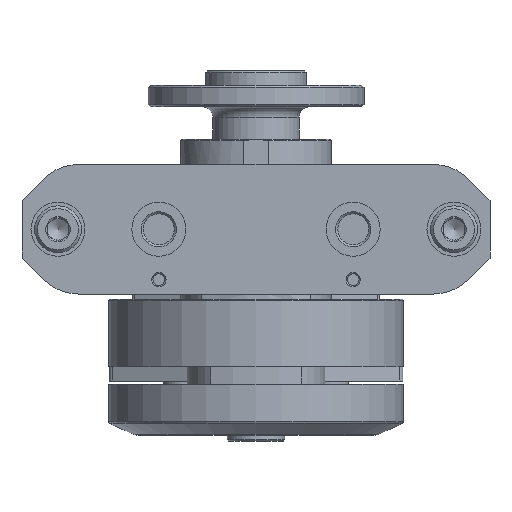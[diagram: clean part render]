
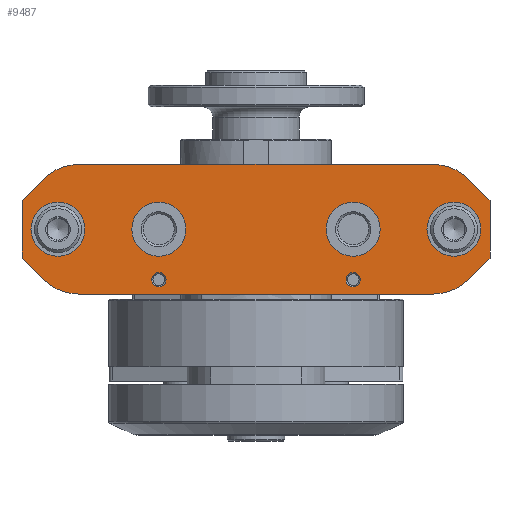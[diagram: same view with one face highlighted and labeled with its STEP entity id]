
A CAD part, front view. The second image highlights one B-rep face of the part: STEP entity #9487.
In plain terms, the highlighted planar face has unit normal (0, -1, 0).
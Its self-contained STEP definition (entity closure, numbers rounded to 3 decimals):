
#513=LINE('',#13862,#1098);
#598=LINE('',#14254,#1183);
#600=LINE('',#14258,#1185);
#604=LINE('',#14269,#1189);
#607=LINE('',#14281,#1192);
#609=LINE('',#14285,#1194);
#611=LINE('',#14289,#1196);
#614=LINE('',#14299,#1199);
#1098=VECTOR('',#11172,1000.);
#1183=VECTOR('',#11501,1000.);
#1185=VECTOR('',#11505,1000.);
#1189=VECTOR('',#11517,1000.);
#1192=VECTOR('',#11530,1000.);
#1194=VECTOR('',#11534,1000.);
#1196=VECTOR('',#11538,1000.);
#1199=VECTOR('',#11551,1000.);
#2116=ORIENTED_EDGE('',*,*,#4140,.F.);
#2117=ORIENTED_EDGE('',*,*,#4141,.F.);
#2118=ORIENTED_EDGE('',*,*,#4142,.F.);
#2119=ORIENTED_EDGE('',*,*,#4143,.F.);
#2120=ORIENTED_EDGE('',*,*,#4144,.F.);
#2121=ORIENTED_EDGE('',*,*,#4145,.F.);
#2122=ORIENTED_EDGE('',*,*,#4116,.F.);
#2123=ORIENTED_EDGE('',*,*,#4139,.F.);
#2124=ORIENTED_EDGE('',*,*,#4137,.F.);
#2125=ORIENTED_EDGE('',*,*,#3958,.F.);
#2126=ORIENTED_EDGE('',*,*,#4136,.F.);
#2127=ORIENTED_EDGE('',*,*,#4134,.F.);
#2128=ORIENTED_EDGE('',*,*,#4132,.F.);
#2129=ORIENTED_EDGE('',*,*,#4130,.F.);
#2130=ORIENTED_EDGE('',*,*,#4128,.F.);
#2131=ORIENTED_EDGE('',*,*,#4124,.F.);
#2132=ORIENTED_EDGE('',*,*,#4120,.F.);
#2133=ORIENTED_EDGE('',*,*,#4118,.F.);
#3958=EDGE_CURVE('',#5050,#5051,#513,.T.);
#4116=EDGE_CURVE('',#5137,#5138,#598,.T.);
#4118=EDGE_CURVE('',#5138,#5139,#600,.T.);
#4120=EDGE_CURVE('',#5139,#5140,#5764,.T.);
#4124=EDGE_CURVE('',#5140,#5142,#604,.T.);
#4128=EDGE_CURVE('',#5142,#5145,#5768,.T.);
#4130=EDGE_CURVE('',#5145,#5146,#607,.T.);
#4132=EDGE_CURVE('',#5146,#5147,#609,.T.);
#4134=EDGE_CURVE('',#5147,#5148,#611,.T.);
#4136=EDGE_CURVE('',#5148,#5050,#5769,.T.);
#4137=EDGE_CURVE('',#5051,#5149,#5770,.T.);
#4139=EDGE_CURVE('',#5149,#5137,#614,.T.);
#4140=EDGE_CURVE('',#5150,#5150,#5771,.T.);
#4141=EDGE_CURVE('',#5151,#5151,#5772,.T.);
#4142=EDGE_CURVE('',#5152,#5152,#5773,.T.);
#4143=EDGE_CURVE('',#5153,#5153,#5774,.T.);
#4144=EDGE_CURVE('',#5154,#5154,#5775,.T.);
#4145=EDGE_CURVE('',#5155,#5155,#5776,.T.);
#5050=VERTEX_POINT('',#13861);
#5051=VERTEX_POINT('',#13863);
#5137=VERTEX_POINT('',#14253);
#5138=VERTEX_POINT('',#14255);
#5139=VERTEX_POINT('',#14259);
#5140=VERTEX_POINT('',#14263);
#5142=VERTEX_POINT('',#14270);
#5145=VERTEX_POINT('',#14278);
#5146=VERTEX_POINT('',#14282);
#5147=VERTEX_POINT('',#14286);
#5148=VERTEX_POINT('',#14290);
#5149=VERTEX_POINT('',#14296);
#5150=VERTEX_POINT('',#14302);
#5151=VERTEX_POINT('',#14304);
#5152=VERTEX_POINT('',#14306);
#5153=VERTEX_POINT('',#14308);
#5154=VERTEX_POINT('',#14310);
#5155=VERTEX_POINT('',#14312);
#5764=CIRCLE('',#10097,14.);
#5768=CIRCLE('',#10103,14.);
#5769=CIRCLE('',#10108,14.);
#5770=CIRCLE('',#10110,14.);
#5771=CIRCLE('',#10113,7.5);
#5772=CIRCLE('',#10114,7.5);
#5773=CIRCLE('',#10115,2.);
#5774=CIRCLE('',#10116,2.);
#5775=CIRCLE('',#10117,7.5);
#5776=CIRCLE('',#10118,7.5);
#6262=EDGE_LOOP('',(#2116));
#6263=EDGE_LOOP('',(#2117));
#6264=EDGE_LOOP('',(#2118));
#6265=EDGE_LOOP('',(#2119));
#6266=EDGE_LOOP('',(#2120));
#6267=EDGE_LOOP('',(#2121));
#6268=EDGE_LOOP('',(#2122,#2123,#2124,#2125,#2126,#2127,#2128,#2129,#2130,
#2131,#2132,#2133));
#6976=FACE_BOUND('',#6262,.T.);
#6977=FACE_BOUND('',#6263,.T.);
#6978=FACE_BOUND('',#6264,.T.);
#6979=FACE_BOUND('',#6265,.T.);
#6980=FACE_BOUND('',#6266,.T.);
#6981=FACE_BOUND('',#6267,.T.);
#6982=FACE_BOUND('',#6268,.T.);
#7638=PLANE('',#10112);
#9487=ADVANCED_FACE('',(#6976,#6977,#6978,#6979,#6980,#6981,#6982),#7638,
 .F.);
#10097=AXIS2_PLACEMENT_3D('',#14262,#11509,#11510);
#10103=AXIS2_PLACEMENT_3D('',#14277,#11525,#11526);
#10108=AXIS2_PLACEMENT_3D('',#14293,#11542,#11543);
#10110=AXIS2_PLACEMENT_3D('',#14295,#11546,#11547);
#10112=AXIS2_PLACEMENT_3D('',#14300,#11552,#11553);
#10113=AXIS2_PLACEMENT_3D('',#14301,#11554,#11555);
#10114=AXIS2_PLACEMENT_3D('',#14303,#11556,#11557);
#10115=AXIS2_PLACEMENT_3D('',#14305,#11558,#11559);
#10116=AXIS2_PLACEMENT_3D('',#14307,#11560,#11561);
#10117=AXIS2_PLACEMENT_3D('',#14309,#11562,#11563);
#10118=AXIS2_PLACEMENT_3D('',#14311,#11564,#11565);
#11172=DIRECTION('',(-1.,0.,0.));
#11501=DIRECTION('',(0.,0.,1.));
#11505=DIRECTION('',(0.707,0.,0.707));
#11509=DIRECTION('',(0.,1.,0.));
#11510=DIRECTION('',(1.,0.,0.));
#11517=DIRECTION('',(1.,0.,0.));
#11525=DIRECTION('',(0.,1.,0.));
#11526=DIRECTION('',(1.,0.,0.));
#11530=DIRECTION('',(0.707,0.,-0.707));
#11534=DIRECTION('',(0.,0.,-1.));
#11538=DIRECTION('',(-0.707,0.,-0.707));
#11542=DIRECTION('',(0.,1.,0.));
#11543=DIRECTION('',(1.,0.,0.));
#11546=DIRECTION('',(0.,1.,0.));
#11547=DIRECTION('',(1.,0.,0.));
#11551=DIRECTION('',(-0.707,0.,0.707));
#11552=DIRECTION('',(0.,1.,0.));
#11553=DIRECTION('',(0.,0.,1.));
#11554=DIRECTION('',(0.,-1.,0.));
#11555=DIRECTION('',(0.,0.,-1.));
#11556=DIRECTION('',(0.,-1.,0.));
#11557=DIRECTION('',(0.,0.,-1.));
#11558=DIRECTION('',(0.,-1.,0.));
#11559=DIRECTION('',(0.,0.,-1.));
#11560=DIRECTION('',(0.,-1.,0.));
#11561=DIRECTION('',(0.,0.,-1.));
#11562=DIRECTION('',(0.,-1.,0.));
#11563=DIRECTION('',(0.,0.,-1.));
#11564=DIRECTION('',(0.,-1.,0.));
#11565=DIRECTION('',(0.,0.,-1.));
#13861=CARTESIAN_POINT('',(49.201,-43.,-43.));
#13862=CARTESIAN_POINT('',(49.201,-43.,-43.));
#13863=CARTESIAN_POINT('',(-49.201,-43.,-43.));
#14253=CARTESIAN_POINT('',(-65.,-43.,-33.));
#14254=CARTESIAN_POINT('',(-65.,-43.,-33.));
#14255=CARTESIAN_POINT('',(-65.,-43.,-17.));
#14258=CARTESIAN_POINT('',(-65.,-43.,-17.));
#14259=CARTESIAN_POINT('',(-59.101,-43.,-11.101));
#14262=CARTESIAN_POINT('',(-49.201,-43.,-21.));
#14263=CARTESIAN_POINT('',(-49.201,-43.,-7.));
#14269=CARTESIAN_POINT('',(-49.201,-43.,-7.));
#14270=CARTESIAN_POINT('',(49.201,-43.,-7.));
#14277=CARTESIAN_POINT('',(49.201,-43.,-21.));
#14278=CARTESIAN_POINT('',(59.101,-43.,-11.101));
#14281=CARTESIAN_POINT('',(59.101,-43.,-11.101));
#14282=CARTESIAN_POINT('',(65.,-43.,-17.));
#14285=CARTESIAN_POINT('',(65.,-43.,-17.));
#14286=CARTESIAN_POINT('',(65.,-43.,-33.));
#14289=CARTESIAN_POINT('',(65.,-43.,-33.));
#14290=CARTESIAN_POINT('',(59.101,-43.,-38.899));
#14293=CARTESIAN_POINT('',(49.201,-43.,-29.));
#14295=CARTESIAN_POINT('',(-49.201,-43.,-29.));
#14296=CARTESIAN_POINT('',(-59.101,-43.,-38.899));
#14299=CARTESIAN_POINT('',(-59.101,-43.,-38.899));
#14300=CARTESIAN_POINT('',(-49.201,-43.,-21.));
#14301=CARTESIAN_POINT('',(55.,-43.,-25.));
#14302=CARTESIAN_POINT('',(55.,-43.,-32.5));
#14303=CARTESIAN_POINT('',(-55.,-43.,-25.));
#14304=CARTESIAN_POINT('',(-55.,-43.,-32.5));
#14305=CARTESIAN_POINT('',(27.,-43.,-39.));
#14306=CARTESIAN_POINT('',(27.,-43.,-41.));
#14307=CARTESIAN_POINT('',(-27.,-43.,-39.));
#14308=CARTESIAN_POINT('',(-27.,-43.,-41.));
#14309=CARTESIAN_POINT('',(27.,-43.,-25.));
#14310=CARTESIAN_POINT('',(27.,-43.,-32.5));
#14311=CARTESIAN_POINT('',(-27.,-43.,-25.));
#14312=CARTESIAN_POINT('',(-27.,-43.,-32.5));
